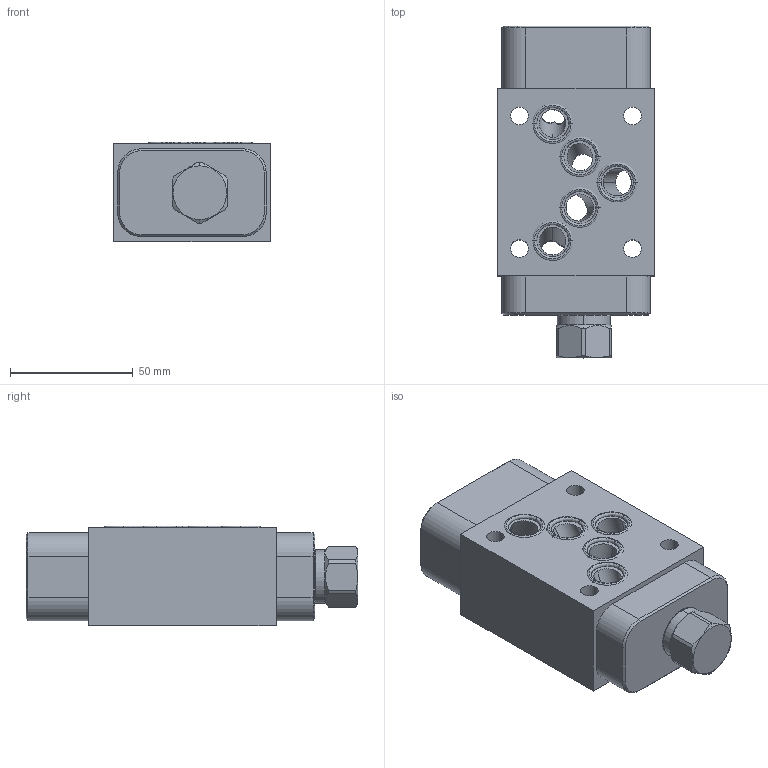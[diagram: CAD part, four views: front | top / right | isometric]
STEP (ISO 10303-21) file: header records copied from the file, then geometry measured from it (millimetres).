
FILE_DESCRIPTION((''),'2;1');
FILE_NAME('FB7_ASM','2021-09-29T',('ProEService'),(''),'PRO/ENGINEER BY PARAMETRIC TECHNOLOGY CORPORATION, 2014200','PRO/ENGINEER BY PARAMETRIC TECHNOLOGY CORPORATION, 2014200','');
FILE_SCHEMA(('CONFIG_CONTROL_DESIGN'));
Length unit declared in the file: inch
Products named in the file (4): 178-916; 500-001-014; CXCDXAN; FB7_ASM
Assembly tree (7 placements, depth 2):
  FB7_ASM
    178-916
    500-001-014  x5
    CXCDXAN
Bounding box: 63.5 x 134.95 x 40.54 mm (x, y, z)
Volume: 231396.3 mm3; surface area: 51317.3 mm2
Topology: 8 solids, 9 shells, 496 faces, 1591 edges, 1268 vertices
Faces by surface type: cylinder 209, plane 109, cone 83, torus 38, revolution 26, bspline 18, sphere 13
Entity records: 21717 total; most frequent: CARTESIAN_POINT 8455, DIRECTION 2659, ORIENTED_EDGE 2546, EDGE_CURVE 1273, AXIS2_PLACEMENT_3D 987, VERTEX_POINT 815, VECTOR 675, LINE 675
